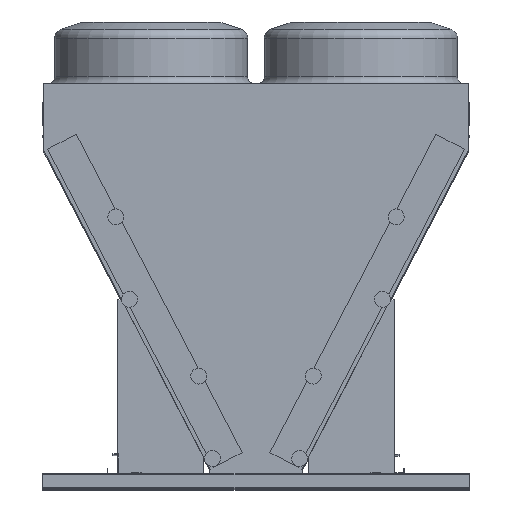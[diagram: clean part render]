
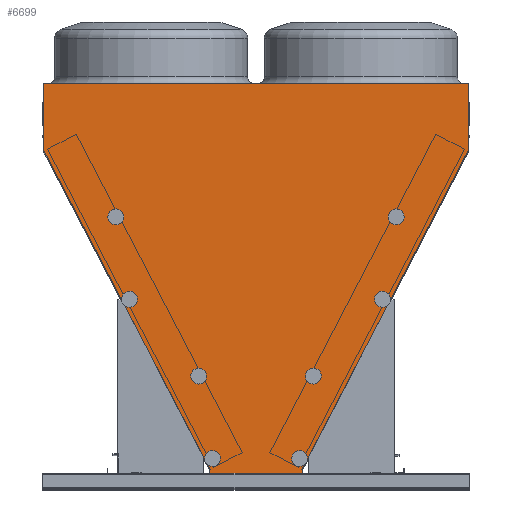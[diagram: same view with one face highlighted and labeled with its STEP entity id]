
A CAD part, top view. The second image highlights one B-rep face of the part: STEP entity #6699.
In plain terms, the highlighted planar face has unit normal (0, 0, 1).
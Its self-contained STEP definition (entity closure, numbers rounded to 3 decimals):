
#38 = VECTOR ( 'NONE', #30434, 1000. ) ;
#58 = LINE ( 'NONE', #16116, #21101 ) ;
#154 = CARTESIAN_POINT ( 'NONE',  ( -1126.246, 1711.83, 0. ) ) ;
#506 = DIRECTION ( 'NONE',  ( -1., 0., 0. ) ) ;
#868 = VECTOR ( 'NONE', #27033, 1000. ) ;
#1101 = VERTEX_POINT ( 'NONE', #16259 ) ;
#1373 = DIRECTION ( 'NONE',  ( 0., -1., 0. ) ) ;
#1495 = VERTEX_POINT ( 'NONE', #28944 ) ;
#1529 = VERTEX_POINT ( 'NONE', #31658 ) ;
#1724 = LINE ( 'NONE', #32332, #868 ) ;
#1943 = CARTESIAN_POINT ( 'NONE',  ( -1136.282, 1727.462, 0. ) ) ;
#2279 = DIRECTION ( 'NONE',  ( 0.462, -0.887, 0. ) ) ;
#2365 = EDGE_CURVE ( 'NONE', #10275, #9425, #14782, .T. ) ;
#3205 = DIRECTION ( 'NONE',  ( 0., -1., 0. ) ) ;
#3342 = EDGE_CURVE ( 'NONE', #16650, #1529, #58, .T. ) ;
#3711 = CARTESIAN_POINT ( 'NONE',  ( 1136.15, 2083.62, 0. ) ) ;
#3720 = EDGE_CURVE ( 'NONE', #21245, #1101, #18967, .T. ) ;
#3768 = VECTOR ( 'NONE', #24966, 1000. ) ;
#3826 = CARTESIAN_POINT ( 'NONE',  ( -279.893, 1.482, 0. ) ) ;
#4058 = CARTESIAN_POINT ( 'NONE',  ( -1136.282, 2083.62, 0. ) ) ;
#4325 = ORIENTED_EDGE ( 'NONE', *, *, #23903, .T. ) ;
#4424 = VECTOR ( 'NONE', #12133, 1000. ) ;
#4434 = DIRECTION ( 'NONE',  ( 0.462, 0.887, 0. ) ) ;
#4758 = DIRECTION ( 'NONE',  ( 0., -1., 0. ) ) ;
#5225 = VECTOR ( 'NONE', #34016, 1000. ) ;
#5490 = CARTESIAN_POINT ( 'NONE',  ( 1136.15, 1727.462, 0. ) ) ;
#5663 = LINE ( 'NONE', #26855, #26977 ) ;
#5824 = VECTOR ( 'NONE', #4758, 1000. ) ;
#5828 = DIRECTION ( 'NONE',  ( 0.887, -0.462, 0. ) ) ;
#5846 = CARTESIAN_POINT ( 'NONE',  ( -279.893, 0., 0. ) ) ;
#5952 = CARTESIAN_POINT ( 'NONE',  ( 1136.15, 2083.62, 0. ) ) ;
#6053 = DIRECTION ( 'NONE',  ( 0.462, 0.887, 0. ) ) ;
#6448 = CARTESIAN_POINT ( 'NONE',  ( -1127.739, 1711.053, 0. ) ) ;
#6699 = ADVANCED_FACE ( 'NONE', ( #22143 ), #6852, .F. ) ;
#6845 = VECTOR ( 'NONE', #4434, 1000. ) ;
#6852 = PLANE ( 'NONE',  #16627 ) ;
#6887 = VERTEX_POINT ( 'NONE', #26767 ) ;
#7041 = VERTEX_POINT ( 'NONE', #5490 ) ;
#7071 = VERTEX_POINT ( 'NONE', #5846 ) ;
#7479 = DIRECTION ( 'NONE',  ( 0.462, -0.887, 0. ) ) ;
#7690 = LINE ( 'NONE', #23473, #6845 ) ;
#7937 = VERTEX_POINT ( 'NONE', #20805 ) ;
#8323 = VECTOR ( 'NONE', #29102, 1000. ) ;
#8584 = CARTESIAN_POINT ( 'NONE',  ( 1127.607, 1711.053, 0. ) ) ;
#9354 = CARTESIAN_POINT ( 'NONE',  ( 1126.218, 1711.776, 0. ) ) ;
#9425 = VERTEX_POINT ( 'NONE', #13886 ) ;
#9553 = ORIENTED_EDGE ( 'NONE', *, *, #3720, .T. ) ;
#9744 = VECTOR ( 'NONE', #506, 1000. ) ;
#10111 = VECTOR ( 'NONE', #6053, 1000. ) ;
#10229 = VECTOR ( 'NONE', #3205, 1000. ) ;
#10275 = VERTEX_POINT ( 'NONE', #29255 ) ;
#10363 = ORIENTED_EDGE ( 'NONE', *, *, #22362, .T. ) ;
#10365 = ORIENTED_EDGE ( 'NONE', *, *, #12763, .T. ) ;
#10610 = ORIENTED_EDGE ( 'NONE', *, *, #30244, .T. ) ;
#10642 = VERTEX_POINT ( 'NONE', #9354 ) ;
#10724 = CARTESIAN_POINT ( 'NONE',  ( -246.893, 1.482, 0. ) ) ;
#11061 = ORIENTED_EDGE ( 'NONE', *, *, #2365, .T. ) ;
#11133 = VECTOR ( 'NONE', #5828, 1000. ) ;
#11186 = EDGE_CURVE ( 'NONE', #1495, #7041, #24511, .T. ) ;
#11286 = CARTESIAN_POINT ( 'NONE',  ( 279.893, 1.482, 0. ) ) ;
#11632 = ORIENTED_EDGE ( 'NONE', *, *, #11186, .T. ) ;
#12099 = ORIENTED_EDGE ( 'NONE', *, *, #17557, .T. ) ;
#12133 = DIRECTION ( 'NONE',  ( -1., 0., 0. ) ) ;
#12234 = ORIENTED_EDGE ( 'NONE', *, *, #3342, .T. ) ;
#12763 = EDGE_CURVE ( 'NONE', #15029, #18779, #1724, .T. ) ;
#13041 = ORIENTED_EDGE ( 'NONE', *, *, #29670, .T. ) ;
#13121 = EDGE_CURVE ( 'NONE', #7071, #6887, #34996, .T. ) ;
#13512 = ORIENTED_EDGE ( 'NONE', *, *, #22368, .T. ) ;
#13886 = CARTESIAN_POINT ( 'NONE',  ( -246.893, 17.358, 0. ) ) ;
#14132 = ORIENTED_EDGE ( 'NONE', *, *, #31335, .T. ) ;
#14240 = VECTOR ( 'NONE', #28646, 1000. ) ;
#14289 = CARTESIAN_POINT ( 'NONE',  ( -246.893, 17.358, 0. ) ) ;
#14328 = CARTESIAN_POINT ( 'NONE',  ( -279.893, 0., 0. ) ) ;
#14578 = ORIENTED_EDGE ( 'NONE', *, *, #17301, .T. ) ;
#14599 = CARTESIAN_POINT ( 'NONE',  ( 246.893, 1.482, 0. ) ) ;
#14782 = LINE ( 'NONE', #14289, #38 ) ;
#15029 = VERTEX_POINT ( 'NONE', #6448 ) ;
#15138 = DIRECTION ( 'NONE',  ( -1., 0., 0. ) ) ;
#15643 = LINE ( 'NONE', #15692, #8323 ) ;
#15692 = CARTESIAN_POINT ( 'NONE',  ( 246.893, 17.358, 0. ) ) ;
#15810 = EDGE_CURVE ( 'NONE', #19991, #10642, #7690, .T. ) ;
#15941 = LINE ( 'NONE', #17795, #14240 ) ;
#16116 = CARTESIAN_POINT ( 'NONE',  ( 246.893, 17.358, 0. ) ) ;
#16223 = DIRECTION ( 'NONE',  ( 0., 1., 0. ) ) ;
#16259 = CARTESIAN_POINT ( 'NONE',  ( -1136.282, 2083.62, 0. ) ) ;
#16627 = AXIS2_PLACEMENT_3D ( 'NONE', #31155, #31274, #15138 ) ;
#16650 = VERTEX_POINT ( 'NONE', #14599 ) ;
#16972 = DIRECTION ( 'NONE',  ( -1., 0., 0. ) ) ;
#16977 = LINE ( 'NONE', #22347, #23263 ) ;
#17024 = VERTEX_POINT ( 'NONE', #10724 ) ;
#17301 = EDGE_CURVE ( 'NONE', #17024, #21295, #24132, .T. ) ;
#17421 = EDGE_LOOP ( 'NONE', ( #12099, #4325, #10365, #21121, #11061, #10610, #14578, #35122, #19749, #14132, #31047, #12234, #13041, #34113, #10363, #11632, #13512, #9553 ) ) ;
#17557 = EDGE_CURVE ( 'NONE', #1101, #7937, #27503, .T. ) ;
#17795 = CARTESIAN_POINT ( 'NONE',  ( 279.893, 0., 0. ) ) ;
#18333 = LINE ( 'NONE', #8584, #11133 ) ;
#18349 = EDGE_CURVE ( 'NONE', #20023, #16650, #16977, .T. ) ;
#18779 = VERTEX_POINT ( 'NONE', #154 ) ;
#18967 = LINE ( 'NONE', #4058, #4424 ) ;
#19749 = ORIENTED_EDGE ( 'NONE', *, *, #13121, .T. ) ;
#19853 = CARTESIAN_POINT ( 'NONE',  ( -279.893, 1.482, 0. ) ) ;
#19991 = VERTEX_POINT ( 'NONE', #30074 ) ;
#20023 = VERTEX_POINT ( 'NONE', #11286 ) ;
#20219 = VECTOR ( 'NONE', #1373, 1000. ) ;
#20564 = CARTESIAN_POINT ( 'NONE',  ( -246.893, 17.358, 0. ) ) ;
#20805 = CARTESIAN_POINT ( 'NONE',  ( -1136.282, 1727.462, 0. ) ) ;
#21101 = VECTOR ( 'NONE', #16223, 1000. ) ;
#21121 = ORIENTED_EDGE ( 'NONE', *, *, #35401, .T. ) ;
#21245 = VERTEX_POINT ( 'NONE', #3711 ) ;
#21295 = VERTEX_POINT ( 'NONE', #3826 ) ;
#21974 = VECTOR ( 'NONE', #7479, 1000. ) ;
#22090 = LINE ( 'NONE', #14328, #10229 ) ;
#22143 = FACE_OUTER_BOUND ( 'NONE', #17421, .T. ) ;
#22222 = CARTESIAN_POINT ( 'NONE',  ( 1127.607, 1711.053, 0. ) ) ;
#22347 = CARTESIAN_POINT ( 'NONE',  ( 279.893, 1.482, 0. ) ) ;
#22362 = EDGE_CURVE ( 'NONE', #10642, #1495, #18333, .T. ) ;
#22368 = EDGE_CURVE ( 'NONE', #7041, #21245, #32708, .T. ) ;
#22986 = EDGE_CURVE ( 'NONE', #21295, #7071, #22090, .T. ) ;
#23263 = VECTOR ( 'NONE', #16972, 1000. ) ;
#23473 = CARTESIAN_POINT ( 'NONE',  ( 245.39, 20.232, 0. ) ) ;
#23903 = EDGE_CURVE ( 'NONE', #7937, #15029, #5663, .T. ) ;
#24132 = LINE ( 'NONE', #19853, #9744 ) ;
#24511 = LINE ( 'NONE', #22222, #10111 ) ;
#24966 = DIRECTION ( 'NONE',  ( 0., 1., 0. ) ) ;
#26767 = CARTESIAN_POINT ( 'NONE',  ( 279.893, 0., 0. ) ) ;
#26855 = CARTESIAN_POINT ( 'NONE',  ( -1127.739, 1711.053, 0. ) ) ;
#26977 = VECTOR ( 'NONE', #2279, 1000. ) ;
#27033 = DIRECTION ( 'NONE',  ( 0.887, 0.462, 0. ) ) ;
#27377 = LINE ( 'NONE', #20564, #20219 ) ;
#27503 = LINE ( 'NONE', #1943, #5824 ) ;
#28558 = CARTESIAN_POINT ( 'NONE',  ( 279.893, 0., 0. ) ) ;
#28646 = DIRECTION ( 'NONE',  ( 0., 1., 0. ) ) ;
#28944 = CARTESIAN_POINT ( 'NONE',  ( 1127.607, 1711.053, 0. ) ) ;
#29102 = DIRECTION ( 'NONE',  ( -0.463, 0.886, 0. ) ) ;
#29160 = LINE ( 'NONE', #31773, #21974 ) ;
#29255 = CARTESIAN_POINT ( 'NONE',  ( -245.403, 20.223, 0. ) ) ;
#29670 = EDGE_CURVE ( 'NONE', #1529, #19991, #15643, .T. ) ;
#30074 = CARTESIAN_POINT ( 'NONE',  ( 245.39, 20.232, 0. ) ) ;
#30244 = EDGE_CURVE ( 'NONE', #9425, #17024, #27377, .T. ) ;
#30434 = DIRECTION ( 'NONE',  ( -0.461, -0.887, 0. ) ) ;
#31047 = ORIENTED_EDGE ( 'NONE', *, *, #18349, .T. ) ;
#31155 = CARTESIAN_POINT ( 'NONE',  ( 0., 0., 0. ) ) ;
#31274 = DIRECTION ( 'NONE',  ( 0., 0., -1. ) ) ;
#31335 = EDGE_CURVE ( 'NONE', #6887, #20023, #15941, .T. ) ;
#31658 = CARTESIAN_POINT ( 'NONE',  ( 246.893, 17.358, 0. ) ) ;
#31773 = CARTESIAN_POINT ( 'NONE',  ( -245.403, 20.223, 0. ) ) ;
#32332 = CARTESIAN_POINT ( 'NONE',  ( -1127.739, 1711.053, 0. ) ) ;
#32708 = LINE ( 'NONE', #5952, #3768 ) ;
#34016 = DIRECTION ( 'NONE',  ( 1., 0., 0. ) ) ;
#34113 = ORIENTED_EDGE ( 'NONE', *, *, #15810, .T. ) ;
#34996 = LINE ( 'NONE', #28558, #5225 ) ;
#35122 = ORIENTED_EDGE ( 'NONE', *, *, #22986, .T. ) ;
#35401 = EDGE_CURVE ( 'NONE', #18779, #10275, #29160, .T. ) ;
